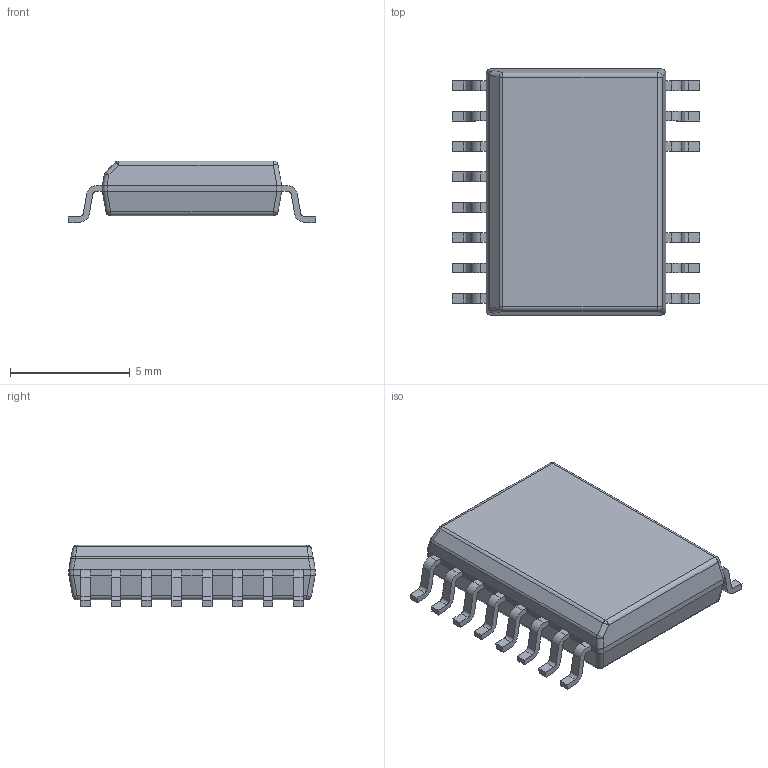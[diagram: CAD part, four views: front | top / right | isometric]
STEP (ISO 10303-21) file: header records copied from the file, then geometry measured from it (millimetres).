
FILE_DESCRIPTION((''),'2;1');
FILE_NAME('DWK0014A_ASM','2018-07-12T10:29:44',('a0412086'),(''),'CREO PARAMETRIC BY PTC INC, 2018020','CREO PARAMETRIC BY PTC INC, 2018020','');
FILE_SCHEMA(('AUTOMOTIVE_DESIGN { 1 0 10303 214 1 1 1 1 }'));
Length unit declared in the file: millimetre
Products named in the file (3): BODY-SOIC; LEAD-DW0014; DWK0014A_ASM
Assembly tree (15 placements, depth 2):
  DWK0014A_ASM
    BODY-SOIC
    LEAD-DW0014  x14
Bounding box: 10.33 x 10.3 x 2.59 mm (x, y, z)
Volume: 172 mm3; surface area: 262.4 mm2
Topology: 15 solids, 15 shells, 252 faces, 620 edges, 398 vertices
Faces by surface type: plane 163, cylinder 79, sphere 10
Entity records: 3114 total; most frequent: CARTESIAN_POINT 757, DIRECTION 373, ORIENTED_EDGE 304, PRESENTATION_STYLE_ASSIGNMENT 154, STYLED_ITEM 154, CURVE_STYLE 152, EDGE_CURVE 152, AXIS2_PLACEMENT_3D 141
